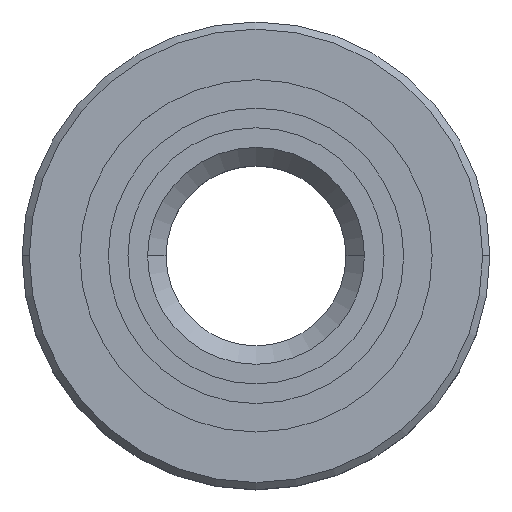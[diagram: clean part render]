
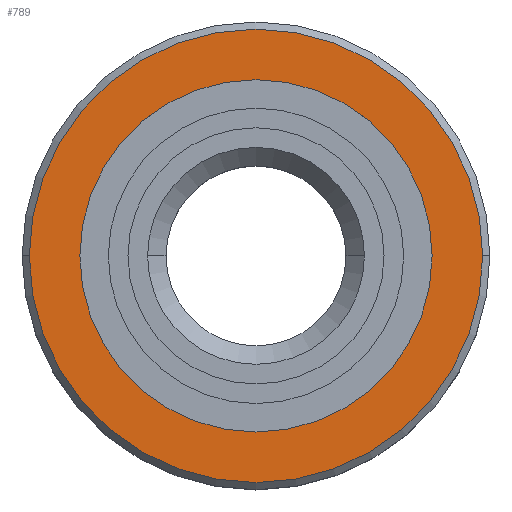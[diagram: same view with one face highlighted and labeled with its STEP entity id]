
A CAD part, top view. The second image highlights one B-rep face of the part: STEP entity #789.
In plain terms, the highlighted planar face has unit normal (0, 0, 1).
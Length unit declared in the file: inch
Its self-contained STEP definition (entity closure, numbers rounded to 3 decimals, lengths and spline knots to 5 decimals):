
#37 = VERTEX_POINT ( 'NONE', #111 ) ;
#40 = VERTEX_POINT ( 'NONE', #127 ) ;
#41 = VERTEX_POINT ( 'NONE', #130 ) ;
#52 = VERTEX_POINT ( 'NONE', #53 ) ;
#53 = CARTESIAN_POINT ( 'NONE',  ( -0.61195, 0., 0.25 ) ) ;
#111 = CARTESIAN_POINT ( 'NONE',  ( 0.61195, 0., 0.25 ) ) ;
#127 = CARTESIAN_POINT ( 'NONE',  ( -0.7875, 0., 0.25 ) ) ;
#130 = CARTESIAN_POINT ( 'NONE',  ( 0.7875, 0., 0.25 ) ) ;
#601 = ORIENTED_EDGE ( 'NONE', *, *, #1353, .F. ) ;
#602 = ORIENTED_EDGE ( 'NONE', *, *, #1351, .F. ) ;
#603 = ORIENTED_EDGE ( 'NONE', *, *, #1327, .T. ) ;
#604 = ORIENTED_EDGE ( 'NONE', *, *, #1330, .T. ) ;
#678 = FACE_BOUND ( 'NONE', #1859, .T. ) ;
#745 = FACE_OUTER_BOUND ( 'NONE', #1861, .T. ) ;
#789 = ADVANCED_FACE ( 'NONE', ( #678, #745 ), #1222, .F. ) ;
#1078 = CIRCLE ( 'NONE', #1359, 0.7875 ) ;
#1082 = CIRCLE ( 'NONE', #1545, 0.7875 ) ;
#1111 = DIRECTION ( 'NONE',  ( 1., 0., 0. ) ) ;
#1112 = DIRECTION ( 'NONE',  ( 0., 0., 1. ) ) ;
#1116 = DIRECTION ( 'NONE',  ( 1., 0., 0. ) ) ;
#1117 = DIRECTION ( 'NONE',  ( 0., 0., 1. ) ) ;
#1118 = CARTESIAN_POINT ( 'NONE',  ( 0., 0., 0.25 ) ) ;
#1119 = CARTESIAN_POINT ( 'NONE',  ( 0., 0., 0.25 ) ) ;
#1190 = DIRECTION ( 'NONE',  ( 1., 0., 0. ) ) ;
#1191 = DIRECTION ( 'NONE',  ( 0., 0., 1. ) ) ;
#1195 = CARTESIAN_POINT ( 'NONE',  ( 0., 0., 0.25 ) ) ;
#1210 = DIRECTION ( 'NONE',  ( 1., 0., 0. ) ) ;
#1213 = DIRECTION ( 'NONE',  ( -1., 0., 0. ) ) ;
#1215 = CARTESIAN_POINT ( 'NONE',  ( 0., 0., 0.25 ) ) ;
#1216 = DIRECTION ( 'NONE',  ( 0., 0., -1. ) ) ;
#1220 = DIRECTION ( 'NONE',  ( 0., 0., 1. ) ) ;
#1222 = PLANE ( 'NONE',  #1380 ) ;
#1224 = CARTESIAN_POINT ( 'NONE',  ( 0., 0.7875, 0.25 ) ) ;
#1327 = EDGE_CURVE ( 'NONE', #40, #41, #1082, .T. ) ;
#1330 = EDGE_CURVE ( 'NONE', #41, #40, #1078, .T. ) ;
#1351 = EDGE_CURVE ( 'NONE', #52, #37, #1911, .T. ) ;
#1353 = EDGE_CURVE ( 'NONE', #37, #52, #1904, .T. ) ;
#1359 = AXIS2_PLACEMENT_3D ( 'NONE', #1195, #1191, #1190 ) ;
#1380 = AXIS2_PLACEMENT_3D ( 'NONE', #1224, #1216, #1213 ) ;
#1388 = AXIS2_PLACEMENT_3D ( 'NONE', #1118, #1112, #1111 ) ;
#1545 = AXIS2_PLACEMENT_3D ( 'NONE', #1215, #1220, #1210 ) ;
#1575 = AXIS2_PLACEMENT_3D ( 'NONE', #1119, #1117, #1116 ) ;
#1859 = EDGE_LOOP ( 'NONE', ( #601, #602 ) ) ;
#1861 = EDGE_LOOP ( 'NONE', ( #603, #604 ) ) ;
#1904 = CIRCLE ( 'NONE', #1388, 0.61195 ) ;
#1911 = CIRCLE ( 'NONE', #1575, 0.61195 ) ;
